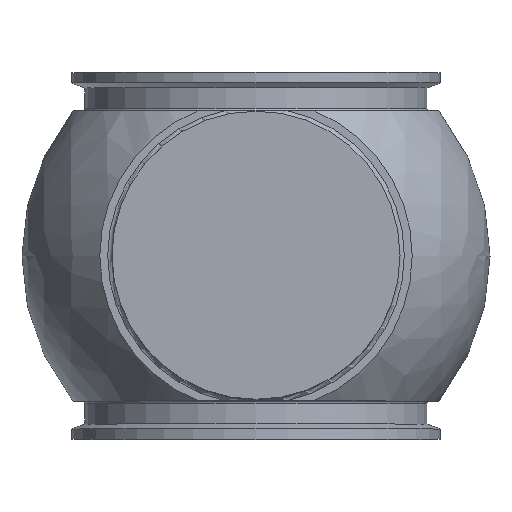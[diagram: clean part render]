
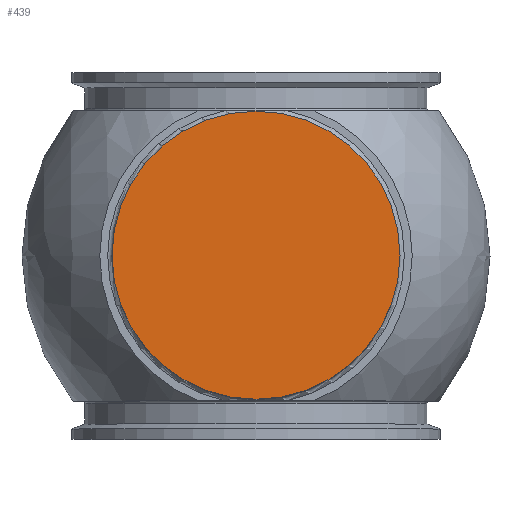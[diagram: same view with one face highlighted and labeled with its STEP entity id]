
A CAD part, top view. The second image highlights one B-rep face of the part: STEP entity #439.
In plain terms, the highlighted planar face has unit normal (0, 0, 1).
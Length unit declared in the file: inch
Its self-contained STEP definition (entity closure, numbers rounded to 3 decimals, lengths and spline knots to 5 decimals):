
#19=PLANE('',#519);
#51=FACE_OUTER_BOUND('',#75,.T.);
#75=EDGE_LOOP('',(#361));
#130=CIRCLE('',#483,2.);
#179=VERTEX_POINT('',#757);
#230=EDGE_CURVE('',#179,#179,#130,.T.);
#361=ORIENTED_EDGE('',*,*,#230,.T.);
#439=ADVANCED_FACE('',(#51),#19,.T.);
#483=AXIS2_PLACEMENT_3D('',#759,#571,#572);
#519=AXIS2_PLACEMENT_3D('',#854,#649,#650);
#571=DIRECTION('center_axis',(0.,0.,1.));
#572=DIRECTION('ref_axis',(1.,0.,0.));
#649=DIRECTION('center_axis',(0.,0.,1.));
#650=DIRECTION('ref_axis',(1.,0.,0.));
#757=CARTESIAN_POINT('',(2.,0.,6.01));
#759=CARTESIAN_POINT('Origin',(0.,0.,6.01));
#854=CARTESIAN_POINT('Origin',(0.,0.,6.01));
